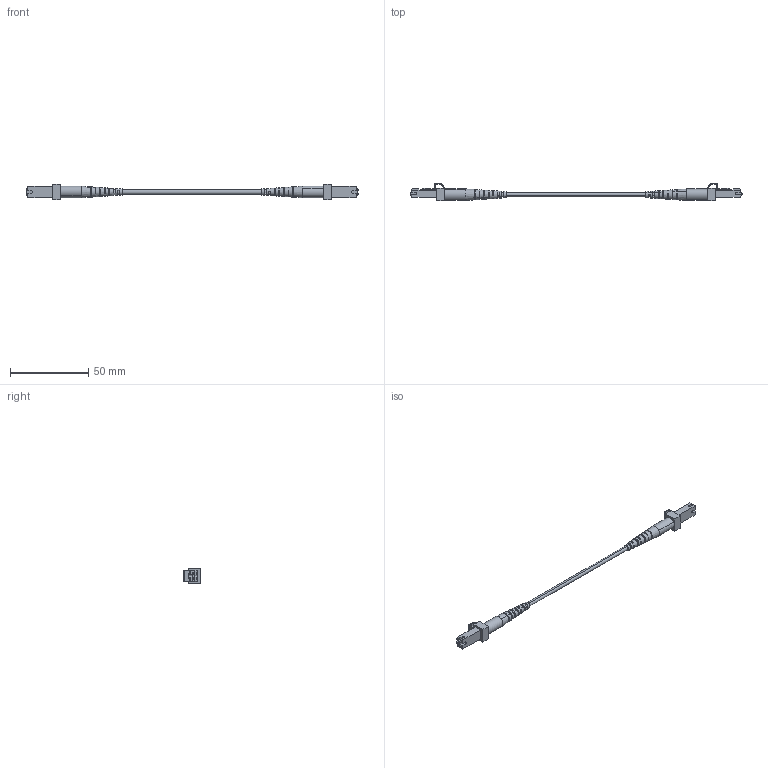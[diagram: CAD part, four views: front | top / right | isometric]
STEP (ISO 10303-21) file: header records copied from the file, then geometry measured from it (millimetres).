
FILE_DESCRIPTION (( 'STEP AP203' ), '1' );
FILE_NAME ('FODMTRJ50.STEP', '2006-06-23T19:35:29', ( 'lcom' ), ( 'lcom' ), 'SwSTEP 2.0', 'SolidWorks 2006004', '' );
FILE_SCHEMA (( 'CONFIG_CONTROL_DESIGN' ));
Length unit declared in the file: inch
Products named in the file (5): CONN-91-100-97-BP3B-MA2; CONN-91-100-97-BP3B-MA1; FODMTRJ50; CONN-91-100-97-BP3B; N302INSSD50POR_4"
Assembly tree (5 placements, depth 3):
  FODMTRJ50
    N302INSSD50POR_4"
    CONN-91-100-97-BP3B  x2
      CONN-91-100-97-BP3B-MA1
      CONN-91-100-97-BP3B-MA2
Bounding box: 211.58 x 11.44 x 9.78 mm (x, y, z)
Volume: 3836.5 mm3; surface area: 5992.1 mm2
Topology: 5 solids, 5 shells, 310 faces, 920 edges, 604 vertices
Faces by surface type: plane 274, cylinder 28, cone 8
Entity records: 6082 total; most frequent: CARTESIAN_POINT 1275, ORIENTED_EDGE 926, DIRECTION 857, EDGE_CURVE 463, VERTEX_POINT 304, LINE 289, VECTOR 289, AXIS2_PLACEMENT_3D 284
